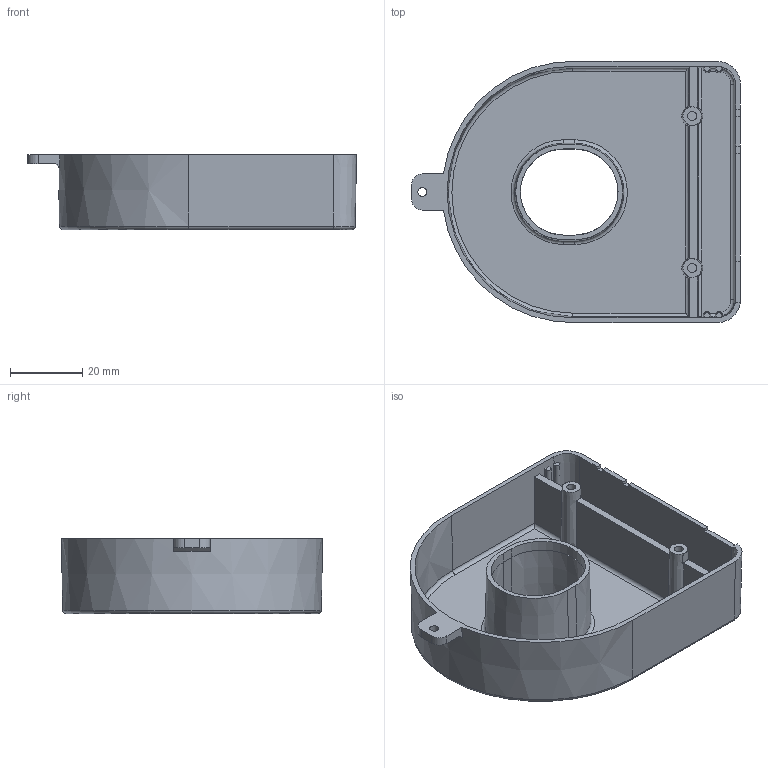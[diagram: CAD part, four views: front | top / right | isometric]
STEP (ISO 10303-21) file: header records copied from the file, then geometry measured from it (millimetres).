
FILE_DESCRIPTION(/* description */ ('Unknown'),/* implementation_level */ '2;1');
FILE_NAME(/* name */ '011 Krab snimace leden 2021 uprava',/* time_stamp */ '2025-05-19T12:39:46+02:00',/* author */ ('Unknown'),/* organization */ ('Unknown'),/* preprocessor_version */ 'ST-DEVELOPER v19.4',/* originating_system */ 'Solid Edge',/* authorisation */ 'Unknown');
FILE_SCHEMA (('AUTOMOTIVE_DESIGN {1 0 10303 214 3 1 1}'));
Length unit declared in the file: millimetre
Products named in the file (1): 011 Krab snimace leden 2021 uprava
Bounding box: 90.96 x 72.22 x 20.8 mm (x, y, z)
Volume: 19061.9 mm3; surface area: 26158.5 mm2
Topology: 1 solids, 1 shells, 122 faces, 329 edges, 213 vertices
Faces by surface type: plane 70, cylinder 25, cone 19, torus 8
Full cylindrical faces by diameter (mm): 2.5 x3
Entity records: 3866 total; most frequent: CARTESIAN_POINT 786, ORIENTED_EDGE 642, DIRECTION 634, EDGE_CURVE 321, AXIS2_PLACEMENT_3D 230, VERTEX_POINT 210, LINE 174, VECTOR 174
